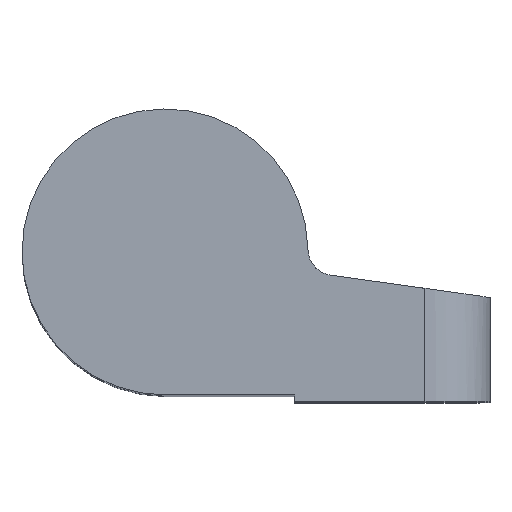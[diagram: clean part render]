
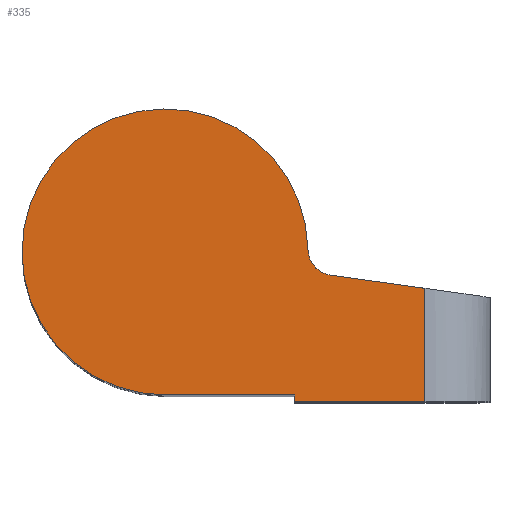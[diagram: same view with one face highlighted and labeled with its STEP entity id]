
A CAD part, top view. The second image highlights one B-rep face of the part: STEP entity #335.
In plain terms, the highlighted planar face has unit normal (0, 0, 1).
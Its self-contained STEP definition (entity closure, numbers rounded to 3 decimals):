
#335 = ADVANCED_FACE ( 'NONE', ( #936 ), #935, .T. ) ;
#338 = VERTEX_POINT ( 'NONE', #974 ) ;
#339 = EDGE_CURVE ( 'NONE', #338, #350, #969, .T. ) ;
#340 = EDGE_LOOP ( 'NONE', ( #1774, #1772, #1752, #1771, #1767, #1769, #1770 ) ) ;
#348 = EDGE_CURVE ( 'NONE', #350, #1744, #960, .T. ) ;
#350 = VERTEX_POINT ( 'NONE', #996 ) ;
#931 = DIRECTION ( 'NONE',  ( 1., 0., 0. ) ) ;
#932 = DIRECTION ( 'NONE',  ( 0., 0., 1. ) ) ;
#933 = CARTESIAN_POINT ( 'NONE',  ( 12.998, 0.2, 0. ) ) ;
#934 = AXIS2_PLACEMENT_3D ( 'NONE', #933, #932, #931 ) ;
#935 = PLANE ( 'NONE',  #934 ) ;
#936 = FACE_OUTER_BOUND ( 'NONE', #340, .T. ) ;
#960 = CIRCLE ( 'NONE', #1000, 2. ) ;
#966 = DIRECTION ( 'NONE',  ( -0.99, 0.139, 0. ) ) ;
#967 = VECTOR ( 'NONE', #966, 1000. ) ;
#968 = CARTESIAN_POINT ( 'NONE',  ( 25., -3.5, 0. ) ) ;
#969 = LINE ( 'NONE', #968, #967 ) ;
#974 = CARTESIAN_POINT ( 'NONE',  ( 20., -2.8, 0. ) ) ;
#996 = CARTESIAN_POINT ( 'NONE',  ( 12.721, -1.781, 0. ) ) ;
#997 = DIRECTION ( 'NONE',  ( 1., 0., 0. ) ) ;
#998 = DIRECTION ( 'NONE',  ( 0., 0., -1. ) ) ;
#999 = CARTESIAN_POINT ( 'NONE',  ( 12.998, 0.2, 0. ) ) ;
#1000 = AXIS2_PLACEMENT_3D ( 'NONE', #999, #998, #997 ) ;
#1113 = DIRECTION ( 'NONE',  ( 1., 0., 0. ) ) ;
#1114 = VECTOR ( 'NONE', #1113, 1000. ) ;
#1115 = CARTESIAN_POINT ( 'NONE',  ( 0., -11., 0. ) ) ;
#1116 = LINE ( 'NONE', #1115, #1114 ) ;
#1117 = CARTESIAN_POINT ( 'NONE',  ( 0., -11., 0. ) ) ;
#1118 = CARTESIAN_POINT ( 'NONE',  ( 20., -11.5, 0. ) ) ;
#1131 = CARTESIAN_POINT ( 'NONE',  ( 10., -11.5, 0. ) ) ;
#1132 = LINE ( 'NONE', #1131, #1194 ) ;
#1133 = CARTESIAN_POINT ( 'NONE',  ( 10., -11.5, 0. ) ) ;
#1150 = CARTESIAN_POINT ( 'NONE',  ( 10.999, 0.169, 0. ) ) ;
#1151 = DIRECTION ( 'NONE',  ( 1., 0., 0. ) ) ;
#1152 = DIRECTION ( 'NONE',  ( 0., 0., 1. ) ) ;
#1153 = CARTESIAN_POINT ( 'NONE',  ( 0., 0., 0. ) ) ;
#1154 = AXIS2_PLACEMENT_3D ( 'NONE', #1153, #1152, #1151 ) ;
#1155 = CIRCLE ( 'NONE', #1154, 11. ) ;
#1182 = DIRECTION ( 'NONE',  ( 0., 1., 0. ) ) ;
#1183 = VECTOR ( 'NONE', #1182, 1000. ) ;
#1184 = CARTESIAN_POINT ( 'NONE',  ( 20., 0.2, 0. ) ) ;
#1185 = LINE ( 'NONE', #1184, #1183 ) ;
#1193 = DIRECTION ( 'NONE',  ( 1., 0., 0. ) ) ;
#1194 = VECTOR ( 'NONE', #1193, 1000. ) ;
#1254 = CARTESIAN_POINT ( 'NONE',  ( 10., -11., 0. ) ) ;
#1255 = DIRECTION ( 'NONE',  ( 0., -1., 0. ) ) ;
#1256 = VECTOR ( 'NONE', #1255, 1000. ) ;
#1257 = CARTESIAN_POINT ( 'NONE',  ( 10., -11., 0. ) ) ;
#1258 = LINE ( 'NONE', #1257, #1256 ) ;
#1728 = VERTEX_POINT ( 'NONE', #1118 ) ;
#1729 = VERTEX_POINT ( 'NONE', #1117 ) ;
#1732 = EDGE_CURVE ( 'NONE', #1729, #1806, #1116, .T. ) ;
#1740 = EDGE_CURVE ( 'NONE', #1744, #1729, #1155, .T. ) ;
#1744 = VERTEX_POINT ( 'NONE', #1150 ) ;
#1752 = ORIENTED_EDGE ( 'NONE', *, *, #339, .T. ) ;
#1760 = VERTEX_POINT ( 'NONE', #1133 ) ;
#1765 = EDGE_CURVE ( 'NONE', #1760, #1728, #1132, .T. ) ;
#1767 = ORIENTED_EDGE ( 'NONE', *, *, #1740, .T. ) ;
#1769 = ORIENTED_EDGE ( 'NONE', *, *, #1732, .T. ) ;
#1770 = ORIENTED_EDGE ( 'NONE', *, *, #1804, .T. ) ;
#1771 = ORIENTED_EDGE ( 'NONE', *, *, #348, .T. ) ;
#1772 = ORIENTED_EDGE ( 'NONE', *, *, #1773, .T. ) ;
#1773 = EDGE_CURVE ( 'NONE', #1728, #338, #1185, .T. ) ;
#1774 = ORIENTED_EDGE ( 'NONE', *, *, #1765, .T. ) ;
#1804 = EDGE_CURVE ( 'NONE', #1806, #1760, #1258, .T. ) ;
#1806 = VERTEX_POINT ( 'NONE', #1254 ) ;
